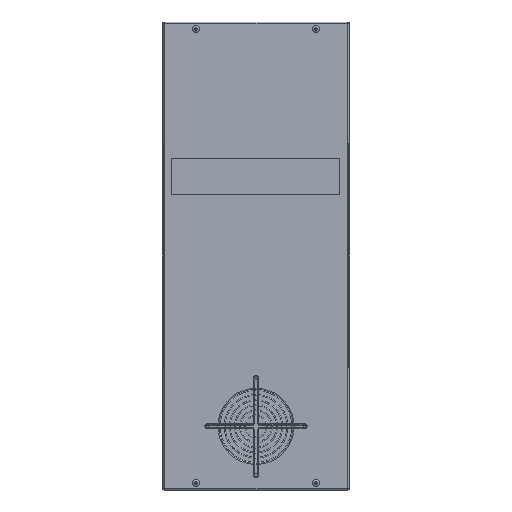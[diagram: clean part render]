
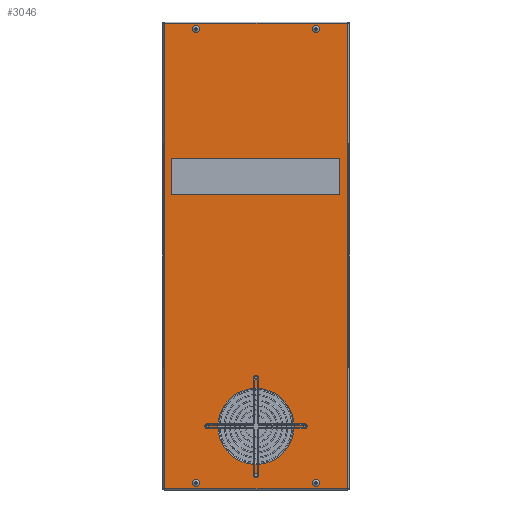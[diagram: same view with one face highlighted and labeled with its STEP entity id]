
A CAD part, front view. The second image highlights one B-rep face of the part: STEP entity #3046.
In plain terms, the highlighted face is planar.
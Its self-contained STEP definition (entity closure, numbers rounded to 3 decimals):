
#3046 = ADVANCED_FACE( '', ( #5771, #5772, #5773, #5774, #5775, #5776, #5777, #5778, #5779, #5780, #5781 ), #5782, .F. );
#5771 = FACE_BOUND( '', #10252, .T. );
#5772 = FACE_BOUND( '', #10253, .T. );
#5773 = FACE_BOUND( '', #10254, .T. );
#5774 = FACE_BOUND( '', #10255, .T. );
#5775 = FACE_BOUND( '', #10256, .T. );
#5776 = FACE_BOUND( '', #10257, .T. );
#5777 = FACE_BOUND( '', #10258, .T. );
#5778 = FACE_BOUND( '', #10259, .T. );
#5779 = FACE_BOUND( '', #10260, .T. );
#5780 = FACE_OUTER_BOUND( '', #10261, .T. );
#5781 = FACE_BOUND( '', #10262, .T. );
#5782 = PLANE( '', #10263 );
#10252 = EDGE_LOOP( '', ( #16510 ) );
#10253 = EDGE_LOOP( '', ( #16511 ) );
#10254 = EDGE_LOOP( '', ( #16512 ) );
#10255 = EDGE_LOOP( '', ( #16513 ) );
#10256 = EDGE_LOOP( '', ( #16514 ) );
#10257 = EDGE_LOOP( '', ( #16515 ) );
#10258 = EDGE_LOOP( '', ( #16516 ) );
#10259 = EDGE_LOOP( '', ( #16517 ) );
#10260 = EDGE_LOOP( '', ( #16518 ) );
#10261 = EDGE_LOOP( '', ( #16519, #16520, #16521, #16522 ) );
#10262 = EDGE_LOOP( '', ( #16523, #16524, #16525, #16526 ) );
#10263 = AXIS2_PLACEMENT_3D( '', #16527, #16528, #16529 );
#16510 = ORIENTED_EDGE( '', *, *, #19171, .F. );
#16511 = ORIENTED_EDGE( '', *, *, #19065, .F. );
#16512 = ORIENTED_EDGE( '', *, *, #19790, .F. );
#16513 = ORIENTED_EDGE( '', *, *, #18596, .F. );
#16514 = ORIENTED_EDGE( '', *, *, #19299, .F. );
#16515 = ORIENTED_EDGE( '', *, *, #18942, .F. );
#16516 = ORIENTED_EDGE( '', *, *, #19840, .F. );
#16517 = ORIENTED_EDGE( '', *, *, #18259, .F. );
#16518 = ORIENTED_EDGE( '', *, *, #17915, .T. );
#16519 = ORIENTED_EDGE( '', *, *, #19895, .F. );
#16520 = ORIENTED_EDGE( '', *, *, #19786, .T. );
#16521 = ORIENTED_EDGE( '', *, *, #18629, .T. );
#16522 = ORIENTED_EDGE( '', *, *, #18992, .T. );
#16523 = ORIENTED_EDGE( '', *, *, #18718, .T. );
#16524 = ORIENTED_EDGE( '', *, *, #19910, .T. );
#16525 = ORIENTED_EDGE( '', *, *, #19563, .T. );
#16526 = ORIENTED_EDGE( '', *, *, #19852, .T. );
#16527 = CARTESIAN_POINT( '', ( -154.5, 43.5, -390. ) );
#16528 = DIRECTION( '', ( 0., -1., 0. ) );
#16529 = DIRECTION( '', ( 1., 0., 0. ) );
#17915 = EDGE_CURVE( '', #22048, #22048, #22049, .T. );
#18259 = EDGE_CURVE( '', #22647, #22647, #22648, .F. );
#18596 = EDGE_CURVE( '', #23181, #23181, #23182, .F. );
#18629 = EDGE_CURVE( '', #23230, #23231, #23232, .T. );
#18718 = EDGE_CURVE( '', #23382, #23380, #23383, .T. );
#18942 = EDGE_CURVE( '', #23700, #23700, #23701, .F. );
#18992 = EDGE_CURVE( '', #23231, #23774, #23776, .T. );
#19065 = EDGE_CURVE( '', #23869, #23869, #23870, .F. );
#19171 = EDGE_CURVE( '', #24015, #24015, #24016, .F. );
#19299 = EDGE_CURVE( '', #24181, #24181, #24182, .F. );
#19563 = EDGE_CURVE( '', #24511, #24509, #24512, .T. );
#19786 = EDGE_CURVE( '', #23481, #23230, #24771, .T. );
#19790 = EDGE_CURVE( '', #24775, #24775, #24776, .F. );
#19840 = EDGE_CURVE( '', #24834, #24834, #24835, .F. );
#19852 = EDGE_CURVE( '', #24509, #23382, #24849, .T. );
#19895 = EDGE_CURVE( '', #23481, #23774, #24895, .T. );
#19910 = EDGE_CURVE( '', #23380, #24511, #24913, .T. );
#22048 = VERTEX_POINT( '', #26459 );
#22049 = CIRCLE( '', #26460, 63.45 );
#22647 = VERTEX_POINT( '', #27921 );
#22648 = CIRCLE( '', #27922, 3.5 );
#23181 = VERTEX_POINT( '', #29032 );
#23182 = CIRCLE( '', #29033, 2.25 );
#23230 = VERTEX_POINT( '', #29122 );
#23231 = VERTEX_POINT( '', #29123 );
#23232 = LINE( '', #29124, #29125 );
#23380 = VERTEX_POINT( '', #29334 );
#23382 = VERTEX_POINT( '', #29337 );
#23383 = LINE( '', #29338, #29339 );
#23481 = VERTEX_POINT( '', #29532 );
#23700 = VERTEX_POINT( '', #29924 );
#23701 = CIRCLE( '', #29925, 3.5 );
#23774 = VERTEX_POINT( '', #30109 );
#23776 = LINE( '', #30120, #30121 );
#23869 = VERTEX_POINT( '', #30317 );
#23870 = CIRCLE( '', #30318, 2.25 );
#24015 = VERTEX_POINT( '', #30633 );
#24016 = CIRCLE( '', #30634, 2.25 );
#24181 = VERTEX_POINT( '', #30968 );
#24182 = CIRCLE( '', #30969, 3.5 );
#24509 = VERTEX_POINT( '', #31677 );
#24511 = VERTEX_POINT( '', #31680 );
#24512 = LINE( '', #31681, #31682 );
#24771 = LINE( '', #32129, #32130 );
#24775 = VERTEX_POINT( '', #32135 );
#24776 = CIRCLE( '', #32136, 2.25 );
#24834 = VERTEX_POINT( '', #32213 );
#24835 = CIRCLE( '', #32214, 3.5 );
#24849 = LINE( '', #32230, #32231 );
#24895 = LINE( '', #32312, #32313 );
#24913 = LINE( '', #32359, #32360 );
#26459 = CARTESIAN_POINT( '', ( 63.45, 43.5, -284. ) );
#26460 = AXIS2_PLACEMENT_3D( '', #33500, #33501, #33502 );
#27921 = CARTESIAN_POINT( '', ( -96.5, 43.5, 378.5 ) );
#27922 = AXIS2_PLACEMENT_3D( '', #33862, #33863, #33864 );
#29032 = CARTESIAN_POINT( '', ( 2.25, 43.5, -365. ) );
#29033 = AXIS2_PLACEMENT_3D( '', #34172, #34173, #34174 );
#29122 = CARTESIAN_POINT( '', ( -152.29, 43.5, -387.79 ) );
#29123 = CARTESIAN_POINT( '', ( -152.29, 43.5, 387.79 ) );
#29124 = CARTESIAN_POINT( '', ( -152.29, 43.5, -390. ) );
#29125 = VECTOR( '', #34210, 1000. );
#29334 = CARTESIAN_POINT( '', ( -140., 43.5, 163. ) );
#29337 = CARTESIAN_POINT( '', ( 140., 43.5, 163. ) );
#29338 = CARTESIAN_POINT( '', ( -154.5, 43.5, 163. ) );
#29339 = VECTOR( '', #34330, 1000. );
#29532 = CARTESIAN_POINT( '', ( 152.29, 43.5, -387.79 ) );
#29924 = CARTESIAN_POINT( '', ( 103.5, 43.5, -378.5 ) );
#29925 = AXIS2_PLACEMENT_3D( '', #34536, #34537, #34538 );
#30109 = CARTESIAN_POINT( '', ( 152.29, 43.5, 387.79 ) );
#30120 = CARTESIAN_POINT( '', ( -152.29, 43.5, 387.79 ) );
#30121 = VECTOR( '', #34582, 1000. );
#30317 = CARTESIAN_POINT( '', ( 83.25, 43.5, -284. ) );
#30318 = AXIS2_PLACEMENT_3D( '', #34640, #34641, #34642 );
#30633 = CARTESIAN_POINT( '', ( 2.25, 43.5, -203. ) );
#30634 = AXIS2_PLACEMENT_3D( '', #34747, #34748, #34749 );
#30968 = CARTESIAN_POINT( '', ( 103.5, 43.5, 378.5 ) );
#30969 = AXIS2_PLACEMENT_3D( '', #34853, #34854, #34855 );
#31677 = CARTESIAN_POINT( '', ( 140., 43.5, 103. ) );
#31680 = CARTESIAN_POINT( '', ( -140., 43.5, 103. ) );
#31681 = CARTESIAN_POINT( '', ( -154.5, 43.5, 103. ) );
#31682 = VECTOR( '', #35048, 1000. );
#32129 = CARTESIAN_POINT( '', ( 152.29, 43.5, -387.79 ) );
#32130 = VECTOR( '', #35210, 1000. );
#32135 = CARTESIAN_POINT( '', ( -78.75, 43.5, -284. ) );
#32136 = AXIS2_PLACEMENT_3D( '', #35212, #35213, #35214 );
#32213 = CARTESIAN_POINT( '', ( -96.5, 43.5, -378.5 ) );
#32214 = AXIS2_PLACEMENT_3D( '', #35249, #35250, #35251 );
#32230 = CARTESIAN_POINT( '', ( 140., 43.5, -390. ) );
#32231 = VECTOR( '', #35260, 1000. );
#32312 = CARTESIAN_POINT( '', ( 152.29, 43.5, -390. ) );
#32313 = VECTOR( '', #35283, 1000. );
#32359 = CARTESIAN_POINT( '', ( -140., 43.5, -390. ) );
#32360 = VECTOR( '', #35291, 1000. );
#33500 = CARTESIAN_POINT( '', ( 0., 43.5, -284. ) );
#33501 = DIRECTION( '', ( 0., -1., 0. ) );
#33502 = DIRECTION( '', ( 1., 0., 0. ) );
#33862 = CARTESIAN_POINT( '', ( -100., 43.5, 378.5 ) );
#33863 = DIRECTION( '', ( 0., -1., 0. ) );
#33864 = DIRECTION( '', ( 1., 0., 0. ) );
#34172 = CARTESIAN_POINT( '', ( 0., 43.5, -365. ) );
#34173 = DIRECTION( '', ( 0., -1., 0. ) );
#34174 = DIRECTION( '', ( 1., 0., 0. ) );
#34210 = DIRECTION( '', ( 0., 0., 1. ) );
#34330 = DIRECTION( '', ( -1., 0., 0. ) );
#34536 = CARTESIAN_POINT( '', ( 100., 43.5, -378.5 ) );
#34537 = DIRECTION( '', ( 0., -1., 0. ) );
#34538 = DIRECTION( '', ( 1., 0., 0. ) );
#34582 = DIRECTION( '', ( 1., 0., 0. ) );
#34640 = CARTESIAN_POINT( '', ( 81., 43.5, -284. ) );
#34641 = DIRECTION( '', ( 0., -1., 0. ) );
#34642 = DIRECTION( '', ( 1., 0., 0. ) );
#34747 = CARTESIAN_POINT( '', ( 0., 43.5, -203. ) );
#34748 = DIRECTION( '', ( 0., -1., 0. ) );
#34749 = DIRECTION( '', ( 1., 0., 0. ) );
#34853 = CARTESIAN_POINT( '', ( 100., 43.5, 378.5 ) );
#34854 = DIRECTION( '', ( 0., -1., 0. ) );
#34855 = DIRECTION( '', ( 1., 0., 0. ) );
#35048 = DIRECTION( '', ( 1., 0., 0. ) );
#35210 = DIRECTION( '', ( -1., 0., 0. ) );
#35212 = CARTESIAN_POINT( '', ( -81., 43.5, -284. ) );
#35213 = DIRECTION( '', ( 0., -1., 0. ) );
#35214 = DIRECTION( '', ( 1., 0., 0. ) );
#35249 = CARTESIAN_POINT( '', ( -100., 43.5, -378.5 ) );
#35250 = DIRECTION( '', ( 0., -1., 0. ) );
#35251 = DIRECTION( '', ( 1., 0., 0. ) );
#35260 = DIRECTION( '', ( 0., 0., 1. ) );
#35283 = DIRECTION( '', ( 0., 0., 1. ) );
#35291 = DIRECTION( '', ( 0., 0., -1. ) );
